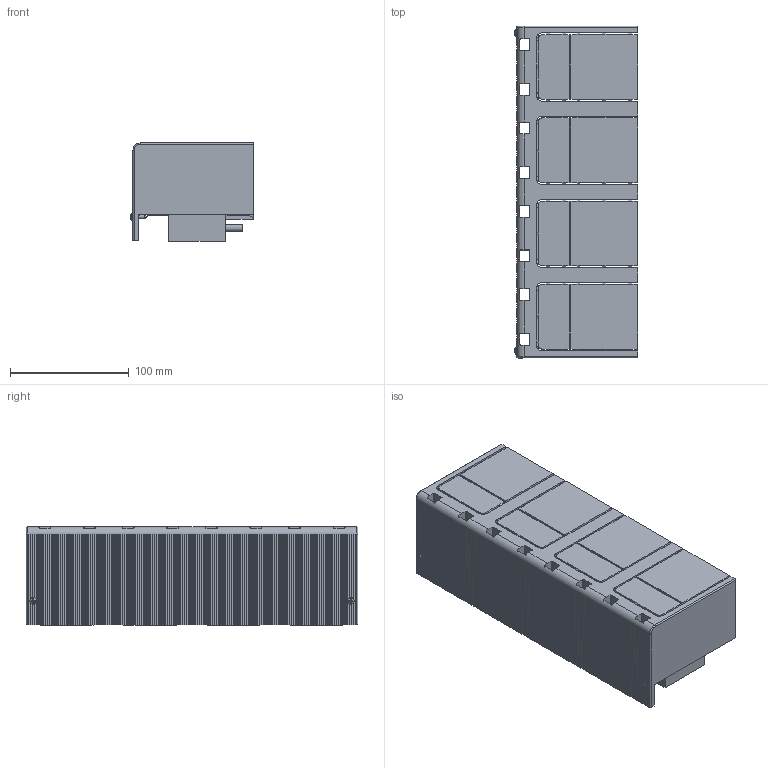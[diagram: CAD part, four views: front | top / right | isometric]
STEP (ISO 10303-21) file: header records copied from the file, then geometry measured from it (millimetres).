
FILE_DESCRIPTION((''),'2;1');
FILE_NAME('1SDH002065A1240_IGES','2019-05-29T',('ITSTCAR1'),(''),'CREO PARAMETRIC BY PTC INC, 2016050','CREO PARAMETRIC BY PTC INC, 2016050','');
FILE_SCHEMA(('AUTOMOTIVE_DESIGN { 1 0 10303 214 1 1 1 1 }'));
Products named in the file (1): 1SDH002065A1240_IGES
Bounding box: 103.64 x 279 x 82.47 mm (x, y, z)
Volume: 601176.1 mm3; surface area: 338317.1 mm2
Topology: 1 solids, 5 shells, 2475 faces, 6613 edges, 4016 vertices
Faces by surface type: plane 1611, cylinder 526, cone 100, torus 90, sphere 84, bspline 64
Entity records: 103522 total; most frequent: CARTESIAN_POINT 24606, ORIENTED_EDGE 12954, DIRECTION 12281, EDGE_CURVE 6477, VECTOR 4789, LINE 4789, VERTEX_POINT 4016, AXIS2_PLACEMENT_3D 3746
